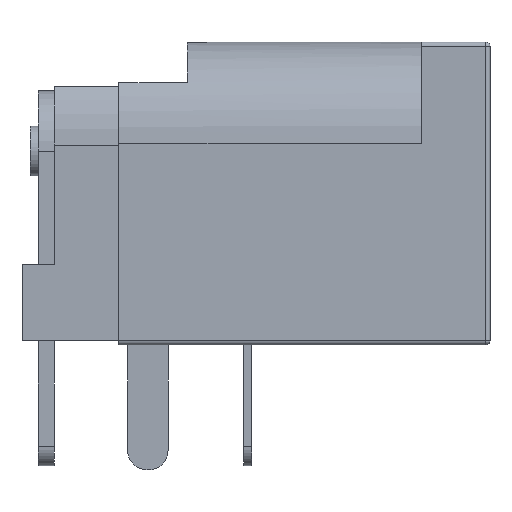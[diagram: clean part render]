
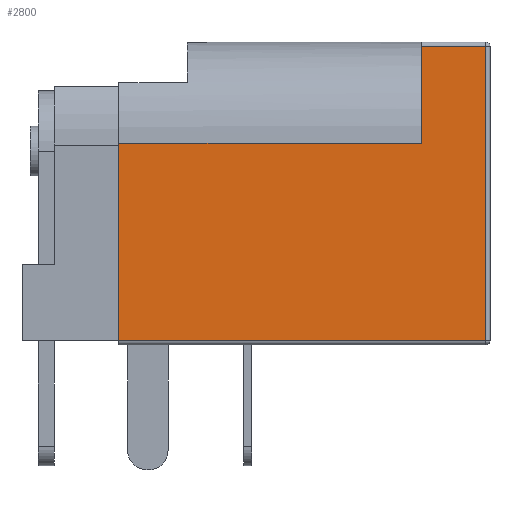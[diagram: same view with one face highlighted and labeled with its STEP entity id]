
A CAD part, left-side view. The second image highlights one B-rep face of the part: STEP entity #2800.
In plain terms, the highlighted planar face has unit normal (-1, 0, 0).
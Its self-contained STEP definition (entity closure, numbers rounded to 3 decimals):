
#308=ORIENTED_EDGE('',*,*,#1047,.T.);
#309=ORIENTED_EDGE('',*,*,#1098,.T.);
#310=ORIENTED_EDGE('',*,*,#1099,.T.);
#311=ORIENTED_EDGE('',*,*,#1100,.T.);
#312=ORIENTED_EDGE('',*,*,#1095,.F.);
#313=ORIENTED_EDGE('',*,*,#1089,.F.);
#1047=EDGE_CURVE('',#1449,#1448,#1719,.T.);
#1089=EDGE_CURVE('',#1449,#1483,#1753,.T.);
#1095=EDGE_CURVE('',#1483,#1486,#1756,.T.);
#1098=EDGE_CURVE('',#1448,#1488,#1758,.F.);
#1099=EDGE_CURVE('',#1488,#1489,#1759,.T.);
#1100=EDGE_CURVE('',#1489,#1486,#1760,.T.);
#1448=VERTEX_POINT('',#4192);
#1449=VERTEX_POINT('',#4194);
#1483=VERTEX_POINT('',#4278);
#1486=VERTEX_POINT('',#4289);
#1488=VERTEX_POINT('',#4295);
#1489=VERTEX_POINT('',#4297);
#1719=LINE('',#4193,#2024);
#1753=LINE('',#4277,#2058);
#1756=LINE('',#4288,#2061);
#1758=LINE('',#4294,#2063);
#1759=LINE('',#4296,#2064);
#1760=LINE('',#4298,#2065);
#2024=VECTOR('',#3333,1000.);
#2058=VECTOR('',#3399,1000.);
#2061=VECTOR('',#3412,1000.);
#2063=VECTOR('',#3418,1000.);
#2064=VECTOR('',#3419,1000.);
#2065=VECTOR('',#3420,1000.);
#2321=EDGE_LOOP('',(#308,#309,#310,#311,#312,#313));
#2508=FACE_BOUND('',#2321,.T.);
#2691=PLANE('',#3050);
#2800=ADVANCED_FACE('',(#2508),#2691,.T.);
#3050=AXIS2_PLACEMENT_3D('',#4293,#3416,#3417);
#3333=DIRECTION('',(0.,0.,-1.));
#3399=DIRECTION('',(0.,-1.,0.));
#3412=DIRECTION('',(0.,0.,1.));
#3416=DIRECTION('',(-1.,0.,0.));
#3417=DIRECTION('',(0.,0.,1.));
#3418=DIRECTION('',(0.,1.,0.));
#3419=DIRECTION('',(0.,0.,1.));
#3420=DIRECTION('',(0.,1.,0.));
#4192=CARTESIAN_POINT('',(-2.5,7.5,-3.65));
#4193=CARTESIAN_POINT('',(-2.5,7.5,1.25));
#4194=CARTESIAN_POINT('',(-2.5,7.5,1.25));
#4277=CARTESIAN_POINT('',(-2.5,7.5,1.25));
#4278=CARTESIAN_POINT('',(-2.5,0.,1.25));
#4288=CARTESIAN_POINT('',(-2.5,0.,-3.75));
#4289=CARTESIAN_POINT('',(-2.5,0.,3.65));
#4293=CARTESIAN_POINT('',(-2.5,-1.7,-3.75));
#4294=CARTESIAN_POINT('',(-2.5,-1.7,-3.65));
#4295=CARTESIAN_POINT('',(-2.5,-1.6,-3.65));
#4296=CARTESIAN_POINT('',(-2.5,-1.6,3.75));
#4297=CARTESIAN_POINT('',(-2.5,-1.6,3.65));
#4298=CARTESIAN_POINT('',(-2.5,-1.7,3.65));
